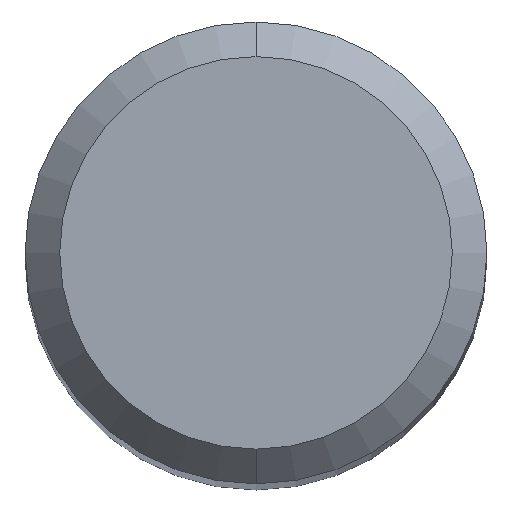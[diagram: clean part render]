
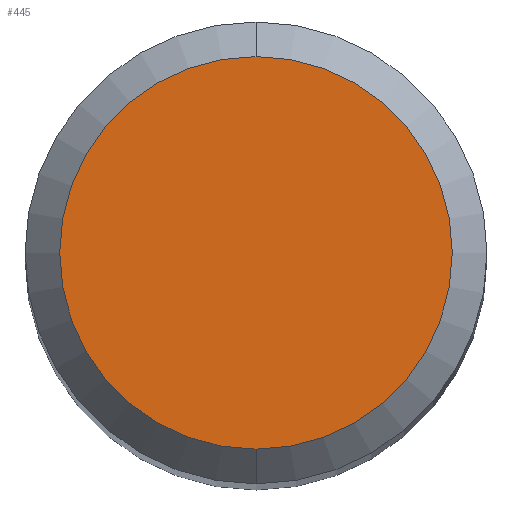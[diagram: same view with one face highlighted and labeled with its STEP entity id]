
A CAD part, top view. The second image highlights one B-rep face of the part: STEP entity #445.
In plain terms, the highlighted planar face has unit normal (0, 0, 1).
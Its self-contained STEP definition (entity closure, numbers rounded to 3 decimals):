
#437=EDGE_CURVE('',#501,#613,#1108,.T.);
#445=ADVANCED_FACE('',(#1116),#1117,.T.);
#501=VERTEX_POINT('',#1178);
#613=VERTEX_POINT('',#1299);
#761=EDGE_CURVE('',#613,#501,#1459,.T.);
#1108=CIRCLE('',#2143,1.7);
#1116=FACE_OUTER_BOUND('',#2183,.T.);
#1117=PLANE('',#2184);
#1178=CARTESIAN_POINT('',(0.,-1.7,0.0));
#1299=CARTESIAN_POINT('',(0.0,1.7,0.0));
#1459=CIRCLE('',#3340,1.7);
#2143=AXIS2_PLACEMENT_3D('',#4630,#4631,#4632);
#2183=EDGE_LOOP('',(#4634,#4635));
#2184=AXIS2_PLACEMENT_3D('',#4636,#4637,#4638);
#3340=AXIS2_PLACEMENT_3D('',#5016,#5017,#5018);
#4630=CARTESIAN_POINT('',(0.0,0.0,0.0));
#4631=DIRECTION('',(0.0,0.0,-1.0));
#4632=DIRECTION('',(0.0,1.0,0.0));
#4634=ORIENTED_EDGE('',*,*,#761,.F.);
#4635=ORIENTED_EDGE('',*,*,#437,.F.);
#4636=CARTESIAN_POINT('',(0.0,0.85,0.0));
#4637=DIRECTION('',(-0.0,0.0,1.0));
#4638=DIRECTION('',(0.0,-1.0,0.0));
#5016=CARTESIAN_POINT('',(0.0,0.0,0.0));
#5017=DIRECTION('',(0.0,0.0,-1.0));
#5018=DIRECTION('',(0.0,1.0,0.0));
